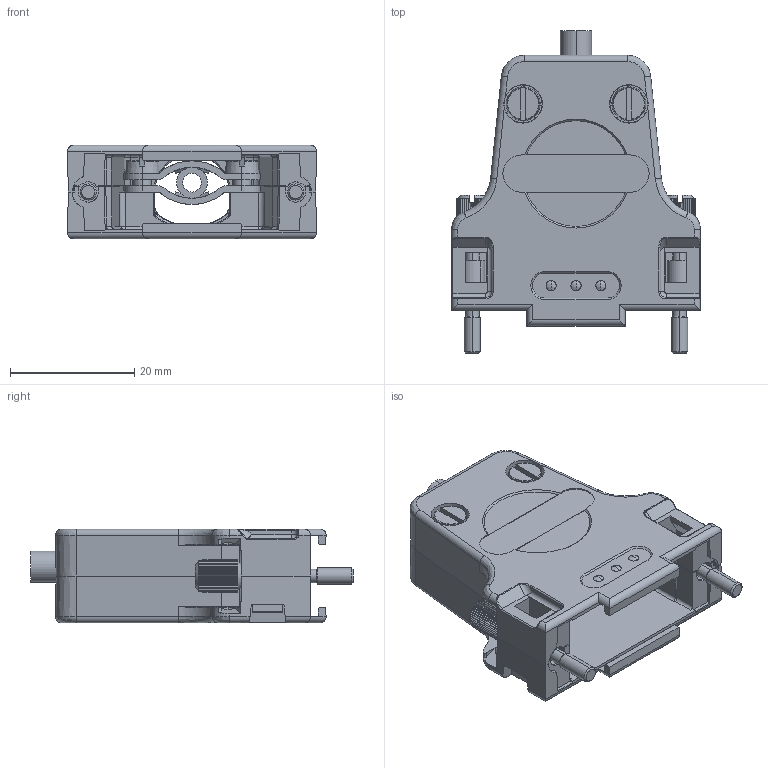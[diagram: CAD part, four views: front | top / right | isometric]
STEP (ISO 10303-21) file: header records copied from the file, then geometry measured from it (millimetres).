
FILE_DESCRIPTION (( 'STEP AP214' ), '1' );
FILE_NAME ('211-HSG-D15-SR-V3.STEP', '2015-11-25T11:19:05', ( '' ), ( '' ), 'SwSTEP 2.0', 'SolidWorks 2014', '' );
FILE_SCHEMA (( 'AUTOMOTIVE_DESIGN' ));
Length unit declared in the file: millimetre
Products named in the file (9): 9370-VIT-TUBE2-X_Di=2mm L=3,5mm; ISO 1207 - M3 x 6 --- 6N_ISO 1207 - M3 x 6 --- 6N; ISO 1207 - M3 x 8 --- 8N_ISO 1207 - M3 x 8 --- 8N; 9211-HSG-SCREW_vernickelt; 9211-HSG-D15-SR-CLAMP; 9370-VIT-TUBE3-X_Di=3mm L=15mm; 9211-HSG-D15-SR-TOP; 9211-HSG-D15-SR-BOTTOM; 211-HSG-D15-SR-V3
Assembly tree (13 placements, depth 2):
  211-HSG-D15-SR-V3
    9211-HSG-D15-SR-BOTTOM
    9211-HSG-D15-SR-TOP
    9370-VIT-TUBE3-X_Di=3mm L=15mm
    9211-HSG-D15-SR-CLAMP  x2
    9211-HSG-SCREW_vernickelt  x2
    ISO 1207 - M3 x 8 --- 8N_ISO 1207 - M3 x 8 --- 8N  x2
    ISO 1207 - M3 x 6 --- 6N_ISO 1207 - M3 x 6 --- 6N  x2
    9370-VIT-TUBE2-X_Di=2mm L=3,5mm  x2
Bounding box: 40 x 51.9 x 15.06 mm (x, y, z)
Volume: 8423.2 mm3; surface area: 11795.9 mm2
Topology: 13 solids, 13 shells, 1162 faces, 3113 edges, 1979 vertices
Faces by surface type: plane 529, cylinder 324, bspline 177, cone 124, torus 8
Entity records: 42500 total; most frequent: CARTESIAN_POINT 12758, ORIENTED_EDGE 4954, DIRECTION 4030, EDGE_CURVE 2477, VERTEX_POINT 1567, VECTOR 1356, LINE 1356, AXIS2_PLACEMENT_3D 1337
